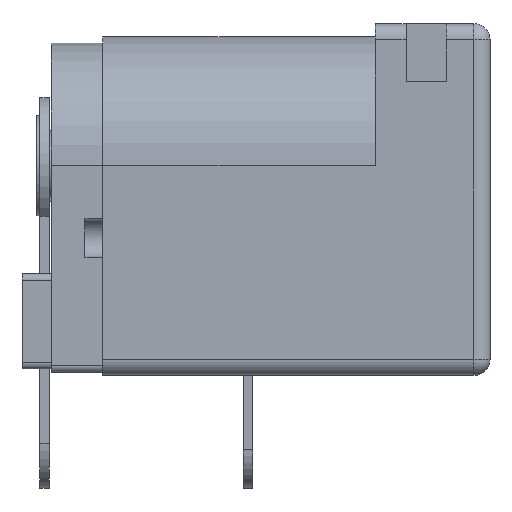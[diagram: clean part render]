
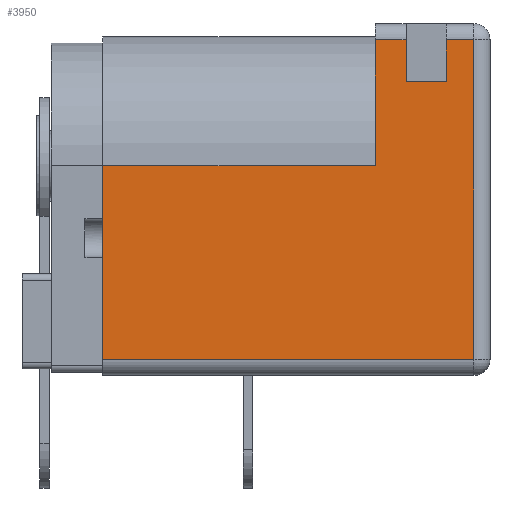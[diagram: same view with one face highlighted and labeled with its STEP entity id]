
A CAD part, left-side view. The second image highlights one B-rep face of the part: STEP entity #3950.
In plain terms, the highlighted planar face has unit normal (-1, 0, 0).
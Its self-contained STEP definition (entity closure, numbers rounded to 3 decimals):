
#177=FACE_OUTER_BOUND('',#387,.T.);
#387=EDGE_LOOP('',(#2643,#2644,#2645,#2646,#2647,#2648,#2649,#2650,#2651,
#2652));
#641=LINE('',#6407,#1044);
#648=LINE('',#6421,#1051);
#652=LINE('',#6431,#1055);
#664=LINE('',#6457,#1067);
#665=LINE('',#6459,#1068);
#666=LINE('',#6461,#1069);
#667=LINE('',#6462,#1070);
#668=LINE('',#6464,#1071);
#669=LINE('',#6466,#1072);
#670=LINE('',#6467,#1073);
#1044=VECTOR('',#4707,1000.);
#1051=VECTOR('',#4718,1000.);
#1055=VECTOR('',#4728,1000.);
#1067=VECTOR('',#4744,1000.);
#1068=VECTOR('',#4745,1000.);
#1069=VECTOR('',#4746,1000.);
#1070=VECTOR('',#4747,1000.);
#1071=VECTOR('',#4748,1000.);
#1072=VECTOR('',#4749,1000.);
#1073=VECTOR('',#4750,1000.);
#1628=VERTEX_POINT('',#6404);
#1629=VERTEX_POINT('',#6406);
#1633=VERTEX_POINT('',#6419);
#1634=VERTEX_POINT('',#6420);
#1648=VERTEX_POINT('',#6455);
#1649=VERTEX_POINT('',#6456);
#1650=VERTEX_POINT('',#6458);
#1651=VERTEX_POINT('',#6460);
#1652=VERTEX_POINT('',#6463);
#1653=VERTEX_POINT('',#6465);
#2010=EDGE_CURVE('',#1628,#1629,#641,.T.);
#2017=EDGE_CURVE('',#1633,#1634,#648,.T.);
#2023=EDGE_CURVE('',#1633,#1629,#652,.T.);
#2035=EDGE_CURVE('',#1648,#1649,#664,.T.);
#2036=EDGE_CURVE('',#1649,#1650,#665,.T.);
#2037=EDGE_CURVE('',#1650,#1651,#666,.T.);
#2038=EDGE_CURVE('',#1651,#1634,#667,.T.);
#2039=EDGE_CURVE('',#1628,#1652,#668,.T.);
#2040=EDGE_CURVE('',#1652,#1653,#669,.T.);
#2041=EDGE_CURVE('',#1653,#1648,#670,.T.);
#2643=ORIENTED_EDGE('',*,*,#2035,.T.);
#2644=ORIENTED_EDGE('',*,*,#2036,.T.);
#2645=ORIENTED_EDGE('',*,*,#2037,.T.);
#2646=ORIENTED_EDGE('',*,*,#2038,.T.);
#2647=ORIENTED_EDGE('',*,*,#2017,.F.);
#2648=ORIENTED_EDGE('',*,*,#2023,.T.);
#2649=ORIENTED_EDGE('',*,*,#2010,.F.);
#2650=ORIENTED_EDGE('',*,*,#2039,.T.);
#2651=ORIENTED_EDGE('',*,*,#2040,.T.);
#2652=ORIENTED_EDGE('',*,*,#2041,.T.);
#3591=PLANE('',#4237);
#3950=ADVANCED_FACE('',(#177),#3591,.T.);
#4237=AXIS2_PLACEMENT_3D('',#6454,#4742,#4743);
#4707=DIRECTION('',(0.,0.,1.));
#4718=DIRECTION('',(0.,0.,1.));
#4728=DIRECTION('',(0.,1.,0.));
#4742=DIRECTION('center_axis',(-1.,0.,0.));
#4743=DIRECTION('ref_axis',(0.,0.,1.));
#4744=DIRECTION('',(0.,0.,-1.));
#4745=DIRECTION('',(0.,1.,0.));
#4746=DIRECTION('',(0.,0.,1.));
#4747=DIRECTION('',(0.,1.,0.));
#4748=DIRECTION('',(0.,-1.,0.));
#4749=DIRECTION('',(0.,0.,1.));
#4750=DIRECTION('',(0.,1.,0.));
#6404=CARTESIAN_POINT('',(-4.45,12.,-6.));
#6406=CARTESIAN_POINT('',(-4.45,12.,0.));
#6407=CARTESIAN_POINT('',(-4.45,12.,0.));
#6419=CARTESIAN_POINT('',(-4.45,3.55,0.));
#6420=CARTESIAN_POINT('',(-4.45,3.55,3.9));
#6421=CARTESIAN_POINT('',(-4.45,3.55,0.));
#6431=CARTESIAN_POINT('',(-4.45,12.1,0.));
#6454=CARTESIAN_POINT('Origin',(-4.45,0.,-6.5));
#6455=CARTESIAN_POINT('',(-4.45,1.35,3.9));
#6456=CARTESIAN_POINT('',(-4.45,1.35,2.6));
#6457=CARTESIAN_POINT('',(-4.45,1.35,-6.5));
#6458=CARTESIAN_POINT('',(-4.45,2.6,2.6));
#6459=CARTESIAN_POINT('',(-4.45,0.,2.6));
#6460=CARTESIAN_POINT('',(-4.45,2.6,3.9));
#6461=CARTESIAN_POINT('',(-4.45,2.6,-6.5));
#6462=CARTESIAN_POINT('',(-4.45,0.,3.9));
#6463=CARTESIAN_POINT('',(-4.45,0.5,-6.));
#6464=CARTESIAN_POINT('',(-4.45,0.,-6.));
#6465=CARTESIAN_POINT('',(-4.45,0.5,3.9));
#6466=CARTESIAN_POINT('',(-4.45,0.5,-6.5));
#6467=CARTESIAN_POINT('',(-4.45,0.,3.9));
